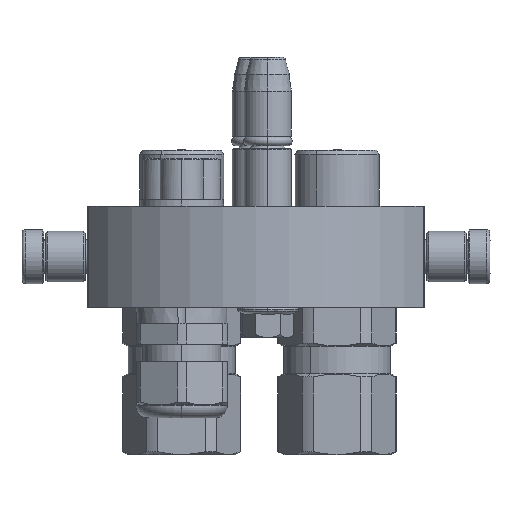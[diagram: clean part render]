
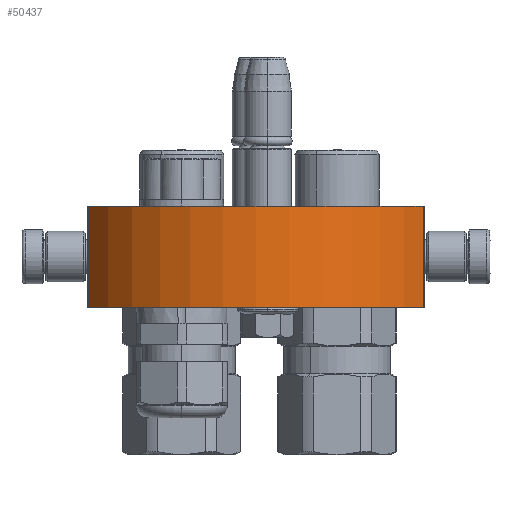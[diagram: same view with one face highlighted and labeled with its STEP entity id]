
A CAD part, left-side view. The second image highlights one B-rep face of the part: STEP entity #50437.
In plain terms, the highlighted cylindrical face has radius 57.25 mm (diameter 114.5 mm), a partial arc.
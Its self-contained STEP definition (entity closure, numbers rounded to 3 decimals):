
#35 = CARTESIAN_POINT ( 'NONE',  ( 0., 30., 0. ) ) ;
#287 = CARTESIAN_POINT ( 'NONE',  ( 49.5, 30., -28.763 ) ) ;
#4683 = CARTESIAN_POINT ( 'NONE',  ( 0., 0., 0. ) ) ;
#7076 = FACE_OUTER_BOUND ( 'NONE', #13080, .T. ) ;
#7437 = EDGE_CURVE ( 'NONE', #9153, #9910, #12311, .T. ) ;
#9038 = CIRCLE ( 'NONE', #38971, 57.25 ) ;
#9085 = EDGE_CURVE ( 'NONE', #45367, #16626, #9038, .T. ) ;
#9153 = VERTEX_POINT ( 'NONE', #43384 ) ;
#9910 = VERTEX_POINT ( 'NONE', #11292 ) ;
#10254 = CARTESIAN_POINT ( 'NONE',  ( 0., 0., 0. ) ) ;
#11292 = CARTESIAN_POINT ( 'NONE',  ( -49.5, 0., -28.763 ) ) ;
#11920 = DIRECTION ( 'NONE',  ( 0.865, 0., -0.502 ) ) ;
#12255 = DIRECTION ( 'NONE',  ( 0.865, 0., -0.502 ) ) ;
#12264 = DIRECTION ( 'NONE',  ( 0., 1., 0. ) ) ;
#12311 = CIRCLE ( 'NONE', #29645, 57.25 ) ;
#12765 = AXIS2_PLACEMENT_3D ( 'NONE', #10254, #18006, #21943 ) ;
#13080 = EDGE_LOOP ( 'NONE', ( #31097, #29021, #35897, #46083 ) ) ;
#14200 = LINE ( 'NONE', #37114, #34548 ) ;
#16626 = VERTEX_POINT ( 'NONE', #18253 ) ;
#17335 = DIRECTION ( 'NONE',  ( 0., 1., 0. ) ) ;
#18006 = DIRECTION ( 'NONE',  ( 0., -1., 0. ) ) ;
#18253 = CARTESIAN_POINT ( 'NONE',  ( -49.5, 30., -28.763 ) ) ;
#18666 = LINE ( 'NONE', #45494, #22908 ) ;
#18760 = EDGE_CURVE ( 'NONE', #9153, #45367, #14200, .T. ) ;
#21943 = DIRECTION ( 'NONE',  ( 1., 0., 0. ) ) ;
#22908 = VECTOR ( 'NONE', #49786, 1000. ) ;
#29021 = ORIENTED_EDGE ( 'NONE', *, *, #18760, .F. ) ;
#29645 = AXIS2_PLACEMENT_3D ( 'NONE', #4683, #12264, #11920 ) ;
#31097 = ORIENTED_EDGE ( 'NONE', *, *, #9085, .F. ) ;
#34548 = VECTOR ( 'NONE', #17335, 1000. ) ;
#35897 = ORIENTED_EDGE ( 'NONE', *, *, #7437, .T. ) ;
#37114 = CARTESIAN_POINT ( 'NONE',  ( 49.5, 0., -28.763 ) ) ;
#38971 = AXIS2_PLACEMENT_3D ( 'NONE', #35, #43209, #12255 ) ;
#41432 = EDGE_CURVE ( 'NONE', #9910, #16626, #18666, .T. ) ;
#43209 = DIRECTION ( 'NONE',  ( 0., 1., 0. ) ) ;
#43384 = CARTESIAN_POINT ( 'NONE',  ( 49.5, 0., -28.763 ) ) ;
#45367 = VERTEX_POINT ( 'NONE', #287 ) ;
#45494 = CARTESIAN_POINT ( 'NONE',  ( -49.5, 0., -28.763 ) ) ;
#46083 = ORIENTED_EDGE ( 'NONE', *, *, #41432, .T. ) ;
#47724 = CYLINDRICAL_SURFACE ( 'NONE', #12765, 57.25 ) ;
#49786 = DIRECTION ( 'NONE',  ( 0., 1., 0. ) ) ;
#50437 = ADVANCED_FACE ( 'NONE', ( #7076 ), #47724, .T. ) ;
